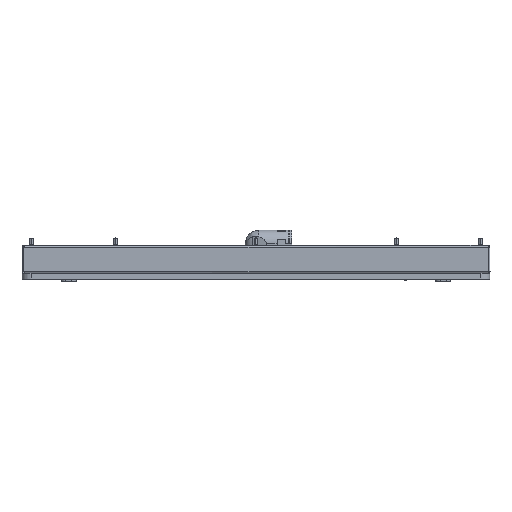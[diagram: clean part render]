
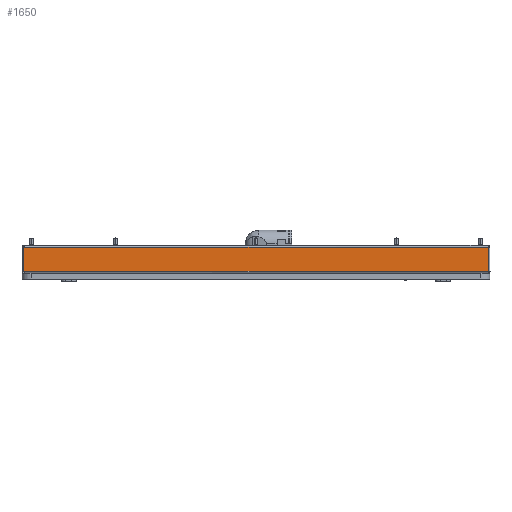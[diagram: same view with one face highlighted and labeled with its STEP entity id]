
A CAD part, top view. The second image highlights one B-rep face of the part: STEP entity #1650.
In plain terms, the highlighted face is planar.
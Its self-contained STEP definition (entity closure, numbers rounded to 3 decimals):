
#1146 = AXIS2_PLACEMENT_3D ( 'NONE', #5730, #14997, #8650 ) ;
#1220 = CARTESIAN_POINT ( 'NONE',  ( 490., 2477.494, 12.9 ) ) ;
#1291 = EDGE_CURVE ( 'NONE', #19592, #3274, #2501, .T. ) ;
#1601 = EDGE_LOOP ( 'NONE', ( #25231, #10135, #27424, #7683 ) ) ;
#1650 = ADVANCED_FACE ( 'NONE', ( #24937 ), #5445, .F. ) ;
#2501 = LINE ( 'NONE', #26205, #23943 ) ;
#3215 = DIRECTION ( 'NONE',  ( 0., -1., 0. ) ) ;
#3274 = VERTEX_POINT ( 'NONE', #5281 ) ;
#4843 = EDGE_CURVE ( 'NONE', #9703, #3274, #24395, .T. ) ;
#5281 = CARTESIAN_POINT ( 'NONE',  ( 490., -497.9, -12.9 ) ) ;
#5445 = PLANE ( 'NONE',  #1146 ) ;
#5730 = CARTESIAN_POINT ( 'NONE',  ( 490., -500., 15. ) ) ;
#6733 = VECTOR ( 'NONE', #9594, 1000. ) ;
#7612 = LINE ( 'NONE', #22484, #6733 ) ;
#7683 = ORIENTED_EDGE ( 'NONE', *, *, #1291, .T. ) ;
#8083 = EDGE_CURVE ( 'NONE', #9703, #20030, #7612, .T. ) ;
#8650 = DIRECTION ( 'NONE',  ( 0., 0., 1. ) ) ;
#9594 = DIRECTION ( 'NONE',  ( 0., 0., 1. ) ) ;
#9596 = VECTOR ( 'NONE', #3215, 1000. ) ;
#9703 = VERTEX_POINT ( 'NONE', #27076 ) ;
#10135 = ORIENTED_EDGE ( 'NONE', *, *, #8083, .T. ) ;
#11500 = DIRECTION ( 'NONE',  ( 0., 0., -1. ) ) ;
#14997 = DIRECTION ( 'NONE',  ( -1., 0., 0. ) ) ;
#18354 = CARTESIAN_POINT ( 'NONE',  ( 490., -497.9, 12.9 ) ) ;
#18587 = VECTOR ( 'NONE', #25203, 1000. ) ;
#19592 = VERTEX_POINT ( 'NONE', #18354 ) ;
#20030 = VERTEX_POINT ( 'NONE', #24748 ) ;
#20576 = LINE ( 'NONE', #1220, #18587 ) ;
#22297 = CARTESIAN_POINT ( 'NONE',  ( 490., 2477.494, -12.9 ) ) ;
#22484 = CARTESIAN_POINT ( 'NONE',  ( 490., -2.098, 15. ) ) ;
#23943 = VECTOR ( 'NONE', #11500, 1000. ) ;
#24395 = LINE ( 'NONE', #22297, #9596 ) ;
#24748 = CARTESIAN_POINT ( 'NONE',  ( 490., -2.098, 12.9 ) ) ;
#24937 = FACE_OUTER_BOUND ( 'NONE', #1601, .T. ) ;
#25203 = DIRECTION ( 'NONE',  ( 0., -1., 0. ) ) ;
#25231 = ORIENTED_EDGE ( 'NONE', *, *, #4843, .F. ) ;
#25710 = EDGE_CURVE ( 'NONE', #20030, #19592, #20576, .T. ) ;
#26205 = CARTESIAN_POINT ( 'NONE',  ( 490., -497.9, 15. ) ) ;
#27076 = CARTESIAN_POINT ( 'NONE',  ( 490., -2.098, -12.9 ) ) ;
#27424 = ORIENTED_EDGE ( 'NONE', *, *, #25710, .T. ) ;
